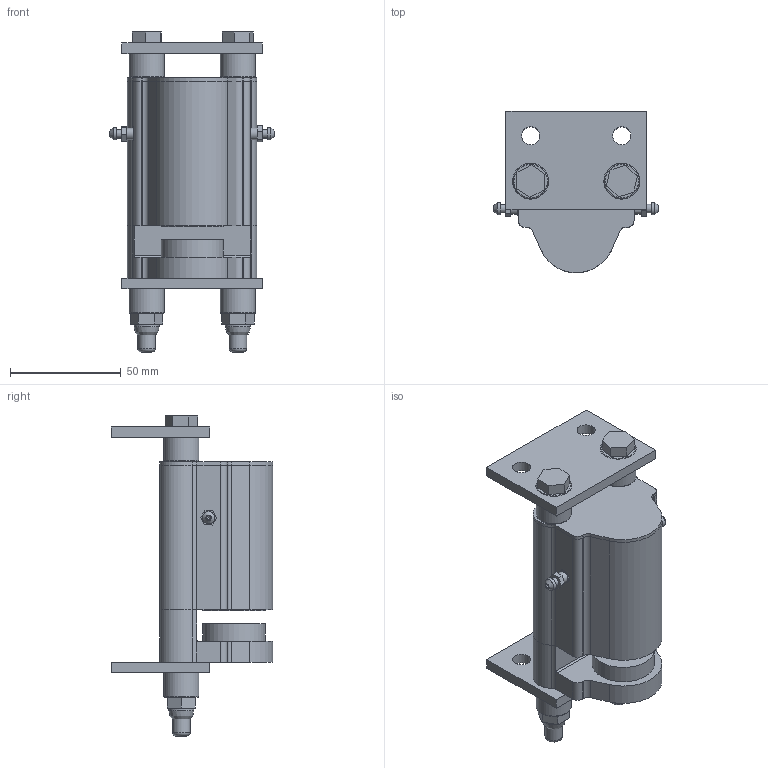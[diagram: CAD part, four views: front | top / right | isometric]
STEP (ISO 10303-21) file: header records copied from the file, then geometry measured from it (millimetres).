
FILE_DESCRIPTION((''),'2;1');
FILE_NAME('FS38SAF.stp','2008-09-24T14:46:16',('Administrator'),(''),'Autodesk Inventor 2009','Autodesk Inventor 2009','');
FILE_SCHEMA(('AUTOMOTIVE_DESIGN { 1 0 10303 214 1 1 1 1 }'));
Length unit declared in the file: inch
Products named in the file (20): FS38SAF; 4004-4433 FS38 L.S. HSG; FS38 PAD HOLDER BELLEVILLE STACK; FS38 BELLEVILLE 12 STACK; FS38 FLAT BELLEVILLE; 4004-4434 FS38 PAD HOLDER; 4000-1341 FS38 WASHER BLUE TEMPER 1.0 X .505 X ; 4000-1054; SPHS4-40; 4004-4435 FS38 PISTON; o-ring -212; 40001049; 38 DS PAD ASSY; 4004-4018; 4000-1344 FS38 COVER PLATE; 4000-4-1176; .312-24 LOC NUT; HHCS 312-5-5; 4000-1345 fs38 float bracket; 4000-1340 FS38 STEM SEAL 12500375-250
Assembly tree (40 placements, depth 4):
  FS38SAF
    4004-4433 FS38 L.S. HSG
    FS38 PAD HOLDER BELLEVILLE STACK
      FS38 BELLEVILLE 12 STACK
        FS38 FLAT BELLEVILLE  x12
      4004-4434 FS38 PAD HOLDER
      4000-1341 FS38 WASHER BLUE TEMPER 1.0 X .505 X   x2
      4000-1054
      SPHS4-40
      4004-4435 FS38 PISTON
      o-ring -212
    40001049  x2
    38 DS PAD ASSY
      4004-4018
      4000-1054
      SPHS4-40
    4000-1344 FS38 COVER PLATE
    4000-4-1176  x4
    .312-24 LOC NUT  x2
    HHCS 312-5-5  x2
    4000-1345 fs38 float bracket  x2
    4000-1340 FS38 STEM SEAL 12500375-250
Bounding box: 74.28 x 73.03 x 144.65 mm (x, y, z)
Volume: 220659.5 mm3; surface area: 94747.6 mm2
Topology: 37 solids, 37 shells, 377 faces, 799 edges, 519 vertices
Faces by surface type: plane 179, cylinder 112, bspline 48, torus 29, cone 9
Full cylindrical faces by diameter (mm): 2.845 x2, 3.962 x2, 4.775 x2, 5.207 x2, 5.563 x2, 5.588 x2, 6.35 x2, 6.401 x1, 7.925 x1, 7.938 x2, 8.204 x4, 8.331 x4, 9.5 x1, 9.55 x1, 11.327 x2, 12.649 x1, 12.827 x14, 15.621 x2, 15.875 x5, 15.9 x1, 16.256 x4, 22.606 x1, 25.07 x2, 25.248 x2, 25.4 x14, 25.654 x1, 28.194 x2, 28.473 x3, 28.575 x1, 28.6 x1
Entity records: 7468 total; most frequent: CARTESIAN_POINT 1892, DIRECTION 1113, ORIENTED_EDGE 804, AXIS2_PLACEMENT_3D 469, EDGE_CURVE 402, EDGE_LOOP 400, VERTEX_POINT 316, FACE_OUTER_BOUND 234
